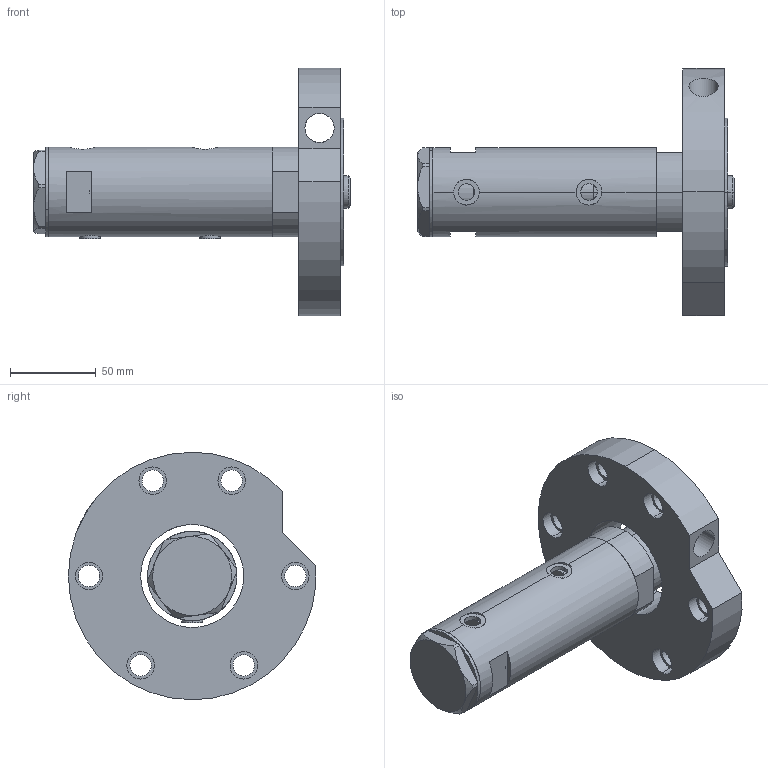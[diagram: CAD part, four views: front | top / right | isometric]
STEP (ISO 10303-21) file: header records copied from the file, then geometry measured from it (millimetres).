
FILE_DESCRIPTION (( 'STEP AP203' ), '1' );
FILE_NAME ('5b98.STEP', '2022-04-14T21:00:39', ( '' ), ( '' ), 'SwSTEP 2.0', 'SolidWorks 2019', '' );
FILE_SCHEMA (( 'CONFIG_CONTROL_DESIGN' ));
Length unit declared in the file: millimetre
Products named in the file (6): V270CG_RF211E f928ecc85291ff83196ca77e57846c54; V270CG_MIDDLE f928ecc85291ff83196ca77e57846c54; V270CG_FRONT f928ecc85291ff83196ca77e57846c54; V270CG_VC f928ecc85291ff83196ca77e57846c54; 5b98; V270CG_BACK f928ecc85291ff83196ca77e57846c54
Assembly tree (5 placements, depth 2):
  5b98
    V270CG_MIDDLE f928ecc85291ff83196ca77e57846c54
    V270CG_BACK f928ecc85291ff83196ca77e57846c54
    V270CG_FRONT f928ecc85291ff83196ca77e57846c54
    V270CG_VC f928ecc85291ff83196ca77e57846c54
    V270CG_RF211E f928ecc85291ff83196ca77e57846c54
Bounding box: 184.4 x 143.75 x 144 mm (x, y, z)
Volume: 549565.7 mm3; surface area: 134637.3 mm2
Topology: 5 solids, 5 shells, 176 faces, 411 edges, 255 vertices
Faces by surface type: cylinder 82, plane 74, cone 16, torus 4
Entity records: 6549 total; most frequent: CARTESIAN_POINT 1770, DIRECTION 927, ORIENTED_EDGE 818, EDGE_CURVE 409, AXIS2_PLACEMENT_3D 378, VERTEX_POINT 255, EDGE_LOOP 218, CIRCLE 194
